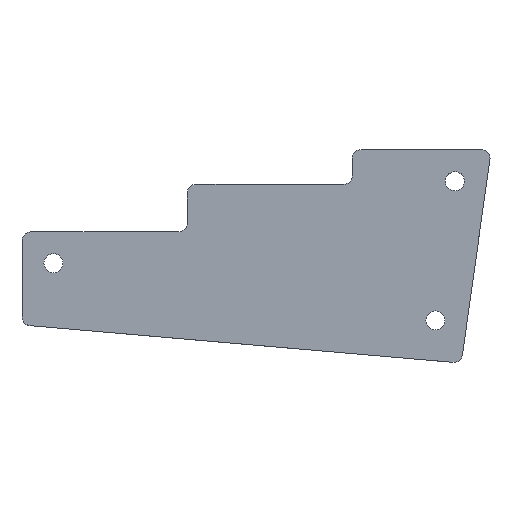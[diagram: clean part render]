
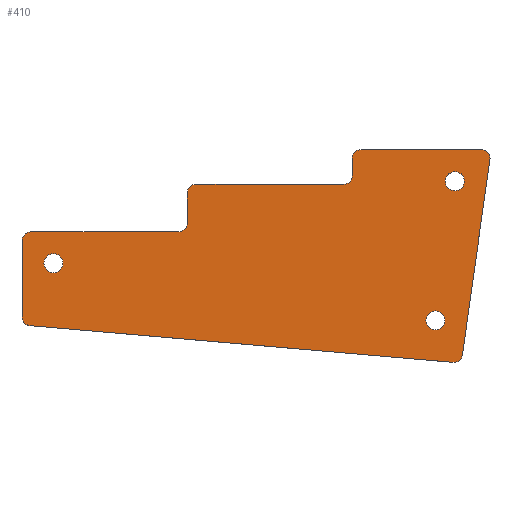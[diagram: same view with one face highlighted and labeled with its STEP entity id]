
A CAD part, top view. The second image highlights one B-rep face of the part: STEP entity #410.
In plain terms, the highlighted planar face has unit normal (0, 0, 1).
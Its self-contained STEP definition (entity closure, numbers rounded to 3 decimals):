
#15=FACE_BOUND('',#72,.T.);
#16=FACE_BOUND('',#73,.T.);
#17=FACE_BOUND('',#74,.T.);
#29=PLANE('',#467);
#50=FACE_OUTER_BOUND('',#71,.T.);
#71=EDGE_LOOP('',(#342,#343,#344,#345,#346,#347,#348,#349,#350,#351,#352,
#353,#354,#355,#356,#357));
#72=EDGE_LOOP('',(#358));
#73=EDGE_LOOP('',(#359));
#74=EDGE_LOOP('',(#360));
#85=LINE('',#624,#120);
#89=LINE('',#636,#124);
#93=LINE('',#648,#128);
#97=LINE('',#660,#132);
#101=LINE('',#672,#136);
#105=LINE('',#684,#140);
#109=LINE('',#696,#144);
#113=LINE('',#706,#148);
#120=VECTOR('',#503,10.);
#124=VECTOR('',#515,10.);
#128=VECTOR('',#527,10.);
#132=VECTOR('',#539,10.);
#136=VECTOR('',#551,10.);
#140=VECTOR('',#563,10.);
#144=VECTOR('',#575,10.);
#148=VECTOR('',#587,10.);
#149=CIRCLE('',#427,1.1);
#151=CIRCLE('',#430,1.1);
#153=CIRCLE('',#433,1.1);
#156=CIRCLE('',#437,0.988);
#158=CIRCLE('',#441,1.003);
#160=CIRCLE('',#445,1.);
#162=CIRCLE('',#449,1.);
#164=CIRCLE('',#453,1.);
#166=CIRCLE('',#457,1.);
#168=CIRCLE('',#461,1.);
#170=CIRCLE('',#465,1.);
#171=VERTEX_POINT('',#594);
#173=VERTEX_POINT('',#600);
#175=VERTEX_POINT('',#606);
#179=VERTEX_POINT('',#615);
#180=VERTEX_POINT('',#617);
#182=VERTEX_POINT('',#623);
#184=VERTEX_POINT('',#629);
#186=VERTEX_POINT('',#635);
#188=VERTEX_POINT('',#641);
#190=VERTEX_POINT('',#647);
#192=VERTEX_POINT('',#653);
#194=VERTEX_POINT('',#659);
#196=VERTEX_POINT('',#665);
#198=VERTEX_POINT('',#671);
#200=VERTEX_POINT('',#677);
#202=VERTEX_POINT('',#683);
#204=VERTEX_POINT('',#689);
#206=VERTEX_POINT('',#695);
#208=VERTEX_POINT('',#701);
#209=EDGE_CURVE('',#171,#171,#149,.T.);
#212=EDGE_CURVE('',#173,#173,#151,.T.);
#215=EDGE_CURVE('',#175,#175,#153,.T.);
#220=EDGE_CURVE('',#180,#179,#156,.T.);
#223=EDGE_CURVE('',#182,#180,#85,.T.);
#226=EDGE_CURVE('',#184,#182,#158,.T.);
#229=EDGE_CURVE('',#186,#184,#89,.T.);
#232=EDGE_CURVE('',#188,#186,#160,.T.);
#235=EDGE_CURVE('',#190,#188,#93,.T.);
#238=EDGE_CURVE('',#192,#190,#162,.T.);
#241=EDGE_CURVE('',#194,#192,#97,.T.);
#244=EDGE_CURVE('',#196,#194,#164,.T.);
#247=EDGE_CURVE('',#198,#196,#101,.T.);
#250=EDGE_CURVE('',#200,#198,#166,.T.);
#253=EDGE_CURVE('',#202,#200,#105,.T.);
#256=EDGE_CURVE('',#204,#202,#168,.T.);
#259=EDGE_CURVE('',#206,#204,#109,.T.);
#262=EDGE_CURVE('',#208,#206,#170,.T.);
#265=EDGE_CURVE('',#179,#208,#113,.T.);
#342=ORIENTED_EDGE('',*,*,#265,.T.);
#343=ORIENTED_EDGE('',*,*,#262,.T.);
#344=ORIENTED_EDGE('',*,*,#259,.T.);
#345=ORIENTED_EDGE('',*,*,#256,.T.);
#346=ORIENTED_EDGE('',*,*,#253,.T.);
#347=ORIENTED_EDGE('',*,*,#250,.T.);
#348=ORIENTED_EDGE('',*,*,#247,.T.);
#349=ORIENTED_EDGE('',*,*,#244,.T.);
#350=ORIENTED_EDGE('',*,*,#241,.T.);
#351=ORIENTED_EDGE('',*,*,#238,.T.);
#352=ORIENTED_EDGE('',*,*,#235,.T.);
#353=ORIENTED_EDGE('',*,*,#232,.T.);
#354=ORIENTED_EDGE('',*,*,#229,.T.);
#355=ORIENTED_EDGE('',*,*,#226,.T.);
#356=ORIENTED_EDGE('',*,*,#223,.T.);
#357=ORIENTED_EDGE('',*,*,#220,.T.);
#358=ORIENTED_EDGE('',*,*,#215,.T.);
#359=ORIENTED_EDGE('',*,*,#212,.T.);
#360=ORIENTED_EDGE('',*,*,#209,.T.);
#410=ADVANCED_FACE('',(#50,#15,#16,#17),#29,.T.);
#427=AXIS2_PLACEMENT_3D('',#595,#473,#474);
#430=AXIS2_PLACEMENT_3D('',#601,#480,#481);
#433=AXIS2_PLACEMENT_3D('',#607,#487,#488);
#437=AXIS2_PLACEMENT_3D('',#618,#497,#498);
#441=AXIS2_PLACEMENT_3D('',#630,#509,#510);
#445=AXIS2_PLACEMENT_3D('',#642,#521,#522);
#449=AXIS2_PLACEMENT_3D('',#654,#533,#534);
#453=AXIS2_PLACEMENT_3D('',#666,#545,#546);
#457=AXIS2_PLACEMENT_3D('',#678,#557,#558);
#461=AXIS2_PLACEMENT_3D('',#690,#569,#570);
#465=AXIS2_PLACEMENT_3D('',#702,#581,#582);
#467=AXIS2_PLACEMENT_3D('',#707,#588,#589);
#473=DIRECTION('center_axis',(0.,0.,-1.));
#474=DIRECTION('ref_axis',(-1.,0.,0.));
#480=DIRECTION('center_axis',(0.,0.,-1.));
#481=DIRECTION('ref_axis',(-1.,0.,0.));
#487=DIRECTION('center_axis',(0.,0.,-1.));
#488=DIRECTION('ref_axis',(-1.,0.,0.));
#497=DIRECTION('center_axis',(0.,0.,1.));
#498=DIRECTION('ref_axis',(0.987,-0.163,0.));
#503=DIRECTION('',(0.996,-0.086,0.));
#509=DIRECTION('center_axis',(0.,0.,1.));
#510=DIRECTION('ref_axis',(-0.075,-0.997,0.));
#515=DIRECTION('',(0.,-1.,0.));
#521=DIRECTION('center_axis',(0.,0.,1.));
#522=DIRECTION('ref_axis',(-1.,0.,0.));
#527=DIRECTION('',(-1.,0.,0.));
#533=DIRECTION('center_axis',(0.,0.,-1.));
#534=DIRECTION('ref_axis',(1.,0.,0.));
#539=DIRECTION('',(0.,-1.,0.));
#545=DIRECTION('center_axis',(0.,0.,1.));
#546=DIRECTION('ref_axis',(-1.,0.,0.));
#551=DIRECTION('',(-1.,0.,0.));
#557=DIRECTION('center_axis',(0.,0.,-1.));
#558=DIRECTION('ref_axis',(1.,0.,0.));
#563=DIRECTION('',(0.,-1.,0.));
#569=DIRECTION('center_axis',(0.,0.,1.));
#570=DIRECTION('ref_axis',(-1.,0.,0.));
#575=DIRECTION('',(-1.,0.,0.));
#581=DIRECTION('center_axis',(0.,0.,1.));
#582=DIRECTION('ref_axis',(0.,1.,0.));
#587=DIRECTION('',(0.139,0.99,0.));
#588=DIRECTION('center_axis',(0.,0.,1.));
#589=DIRECTION('ref_axis',(1.,0.,0.));
#594=CARTESIAN_POINT('',(24.008,8.684,0.));
#595=CARTESIAN_POINT('Origin',(22.908,8.684,0.));
#600=CARTESIAN_POINT('',(21.758,-7.366,0.));
#601=CARTESIAN_POINT('Origin',(20.658,-7.366,0.));
#606=CARTESIAN_POINT('',(-22.292,-0.766,0.));
#607=CARTESIAN_POINT('Origin',(-23.392,-0.766,0.));
#615=CARTESIAN_POINT('',(23.76,-11.375,0.));
#617=CARTESIAN_POINT('',(22.633,-12.19,0.));
#618=CARTESIAN_POINT('Origin',(22.785,-11.214,0.));
#623=CARTESIAN_POINT('',(-26.092,-7.966,0.));
#624=CARTESIAN_POINT('',(-26.092,-7.966,0.));
#629=CARTESIAN_POINT('',(-27.02,-6.966,0.));
#630=CARTESIAN_POINT('Origin',(-26.017,-6.966,0.));
#635=CARTESIAN_POINT('',(-27.017,1.841,0.));
#636=CARTESIAN_POINT('',(-27.017,1.841,0.));
#641=CARTESIAN_POINT('',(-26.017,2.841,0.));
#642=CARTESIAN_POINT('Origin',(-26.017,1.841,0.));
#647=CARTESIAN_POINT('',(-8.967,2.841,0.));
#648=CARTESIAN_POINT('',(-26.017,2.841,0.));
#653=CARTESIAN_POINT('',(-7.967,3.841,0.));
#654=CARTESIAN_POINT('Origin',(-8.967,3.841,0.));
#659=CARTESIAN_POINT('',(-7.967,7.341,0.));
#660=CARTESIAN_POINT('',(-7.967,7.341,0.));
#665=CARTESIAN_POINT('',(-6.967,8.341,0.));
#666=CARTESIAN_POINT('Origin',(-6.967,7.341,0.));
#671=CARTESIAN_POINT('',(10.083,8.341,0.));
#672=CARTESIAN_POINT('',(-6.967,8.341,0.));
#677=CARTESIAN_POINT('',(11.083,9.341,0.));
#678=CARTESIAN_POINT('Origin',(10.083,9.341,0.));
#683=CARTESIAN_POINT('',(11.083,11.341,0.));
#684=CARTESIAN_POINT('',(11.083,11.341,0.));
#689=CARTESIAN_POINT('',(12.083,12.341,0.));
#690=CARTESIAN_POINT('Origin',(12.083,11.341,0.));
#695=CARTESIAN_POINT('',(25.951,12.341,0.));
#696=CARTESIAN_POINT('',(12.083,12.341,0.));
#701=CARTESIAN_POINT('',(26.934,11.159,0.));
#702=CARTESIAN_POINT('Origin',(25.951,11.341,0.));
#706=CARTESIAN_POINT('',(23.76,-11.375,0.));
#707=CARTESIAN_POINT('Origin',(-0.034,0.07,0.));
